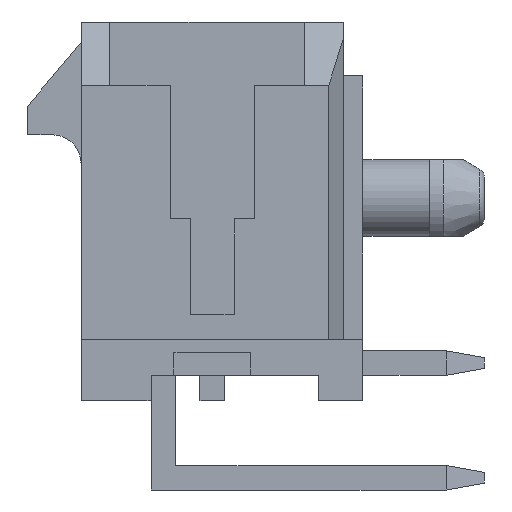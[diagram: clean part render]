
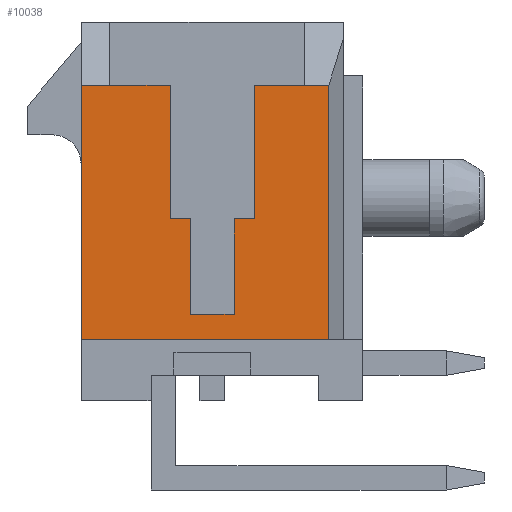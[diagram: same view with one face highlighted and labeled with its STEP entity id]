
A CAD part, left-side view. The second image highlights one B-rep face of the part: STEP entity #10038.
In plain terms, the highlighted planar face has unit normal (-1, 0, 0).
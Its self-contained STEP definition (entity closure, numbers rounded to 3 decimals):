
#439=FACE_OUTER_BOUND('',#1007,.T.);
#1007=EDGE_LOOP('',(#7984,#7985,#7986,#7987,#7988,#7989,#7990,#7991,#7992,
#7993,#7994,#7995,#7996,#7997));
#1541=LINE('',#14054,#2935);
#1545=LINE('',#14062,#2939);
#1550=LINE('',#14071,#2944);
#1552=LINE('',#14077,#2946);
#1754=LINE('',#14486,#3148);
#1759=LINE('',#14494,#3153);
#1784=LINE('',#14545,#3178);
#1788=LINE('',#14552,#3182);
#2140=LINE('',#15300,#3534);
#2144=LINE('',#15308,#3538);
#2146=LINE('',#15311,#3540);
#2153=LINE('',#15326,#3547);
#2154=LINE('',#15327,#3548);
#2155=LINE('',#15328,#3549);
#2935=VECTOR('',#11468,0.525);
#2939=VECTOR('',#11474,3.5);
#2944=VECTOR('',#11481,1.58);
#2946=VECTOR('',#11485,1.31);
#3148=VECTOR('',#11825,0.64);
#3153=VECTOR('',#11832,0.75);
#3178=VECTOR('',#11879,0.525);
#3182=VECTOR('',#11885,3.5);
#3534=VECTOR('',#12467,2.5);
#3538=VECTOR('',#12475,1.15);
#3540=VECTOR('',#12479,2.5);
#3547=VECTOR('',#12492,6.48);
#3548=VECTOR('',#12493,6.66);
#3549=VECTOR('',#12494,6.66);
#4213=VERTEX_POINT('',#14052);
#4214=VERTEX_POINT('',#14053);
#4217=VERTEX_POINT('',#14061);
#4220=VERTEX_POINT('',#14069);
#4222=VERTEX_POINT('',#14074);
#4223=VERTEX_POINT('',#14076);
#4361=VERTEX_POINT('',#14485);
#4363=VERTEX_POINT('',#14492);
#4377=VERTEX_POINT('',#14543);
#4378=VERTEX_POINT('',#14544);
#4655=VERTEX_POINT('',#15299);
#4657=VERTEX_POINT('',#15307);
#4661=VERTEX_POINT('',#15324);
#4662=VERTEX_POINT('',#15325);
#5243=EDGE_CURVE('',#4213,#4214,#1541,.T.);
#5247=EDGE_CURVE('',#4217,#4214,#1545,.T.);
#5252=EDGE_CURVE('',#4217,#4220,#1550,.T.);
#5254=EDGE_CURVE('',#4223,#4222,#1552,.T.);
#5458=EDGE_CURVE('',#4223,#4361,#1754,.T.);
#5463=EDGE_CURVE('',#4363,#4220,#1759,.T.);
#5488=EDGE_CURVE('',#4377,#4378,#1784,.T.);
#5492=EDGE_CURVE('',#4222,#4377,#1788,.T.);
#5855=EDGE_CURVE('',#4655,#4213,#2140,.T.);
#5859=EDGE_CURVE('',#4657,#4655,#2144,.T.);
#5861=EDGE_CURVE('',#4378,#4657,#2146,.T.);
#5868=EDGE_CURVE('',#4661,#4662,#2153,.T.);
#5869=EDGE_CURVE('',#4361,#4661,#2154,.T.);
#5870=EDGE_CURVE('',#4662,#4363,#2155,.T.);
#7984=ORIENTED_EDGE('',*,*,#5868,.F.);
#7985=ORIENTED_EDGE('',*,*,#5869,.F.);
#7986=ORIENTED_EDGE('',*,*,#5458,.F.);
#7987=ORIENTED_EDGE('',*,*,#5254,.T.);
#7988=ORIENTED_EDGE('',*,*,#5492,.T.);
#7989=ORIENTED_EDGE('',*,*,#5488,.T.);
#7990=ORIENTED_EDGE('',*,*,#5861,.T.);
#7991=ORIENTED_EDGE('',*,*,#5859,.T.);
#7992=ORIENTED_EDGE('',*,*,#5855,.T.);
#7993=ORIENTED_EDGE('',*,*,#5243,.T.);
#7994=ORIENTED_EDGE('',*,*,#5247,.F.);
#7995=ORIENTED_EDGE('',*,*,#5252,.T.);
#7996=ORIENTED_EDGE('',*,*,#5463,.F.);
#7997=ORIENTED_EDGE('',*,*,#5870,.F.);
#9493=PLANE('',#10629);
#10038=ADVANCED_FACE('',(#439),#9493,.F.);
#10629=AXIS2_PLACEMENT_3D('',#15323,#12490,#12491);
#11468=DIRECTION('',(0.,1.,0.));
#11474=DIRECTION('',(0.,0.,-1.));
#11481=DIRECTION('',(0.,1.,0.));
#11485=DIRECTION('',(0.,1.,0.));
#11825=DIRECTION('',(0.,-1.,0.));
#11832=DIRECTION('',(0.,-1.,0.));
#11879=DIRECTION('',(0.,1.,0.));
#11885=DIRECTION('',(0.,0.,-1.));
#12467=DIRECTION('',(0.,0.,1.));
#12475=DIRECTION('',(0.,1.,0.));
#12479=DIRECTION('',(0.,0.,-1.));
#12490=DIRECTION('center_axis',(1.,0.,0.));
#12491=DIRECTION('ref_axis',(0.,0.,-1.));
#12492=DIRECTION('',(0.,1.,0.));
#12493=DIRECTION('',(0.,0.,-1.));
#12494=DIRECTION('',(0.,0.,1.));
#14052=CARTESIAN_POINT('',(-10.825,0.575,-0.195));
#14053=CARTESIAN_POINT('',(-10.825,1.1,-0.195));
#14054=CARTESIAN_POINT('',(-10.825,0.575,-0.195));
#14061=CARTESIAN_POINT('',(-10.825,1.1,3.305));
#14062=CARTESIAN_POINT('',(-10.825,1.1,3.305));
#14069=CARTESIAN_POINT('',(-10.825,2.68,3.305));
#14071=CARTESIAN_POINT('',(-10.825,1.1,3.305));
#14074=CARTESIAN_POINT('',(-10.825,-1.1,3.305));
#14076=CARTESIAN_POINT('',(-10.825,-2.41,3.305));
#14077=CARTESIAN_POINT('',(-10.825,-2.41,3.305));
#14485=CARTESIAN_POINT('',(-10.825,-3.05,3.305));
#14486=CARTESIAN_POINT('',(-10.825,-2.41,3.305));
#14492=CARTESIAN_POINT('',(-10.825,3.43,3.305));
#14494=CARTESIAN_POINT('',(-10.825,3.43,3.305));
#14543=CARTESIAN_POINT('',(-10.825,-1.1,-0.195));
#14544=CARTESIAN_POINT('',(-10.825,-0.575,-0.195));
#14545=CARTESIAN_POINT('',(-10.825,-1.1,-0.195));
#14552=CARTESIAN_POINT('',(-10.825,-1.1,3.305));
#15299=CARTESIAN_POINT('',(-10.825,0.575,-2.695));
#15300=CARTESIAN_POINT('',(-10.825,0.575,-2.695));
#15307=CARTESIAN_POINT('',(-10.825,-0.575,-2.695));
#15308=CARTESIAN_POINT('',(-10.825,-0.575,-2.695));
#15311=CARTESIAN_POINT('',(-10.825,-0.575,-0.195));
#15323=CARTESIAN_POINT('Origin',(-10.825,0.,0.));
#15324=CARTESIAN_POINT('',(-10.825,-3.05,-3.355));
#15325=CARTESIAN_POINT('',(-10.825,3.43,-3.355));
#15326=CARTESIAN_POINT('',(-10.825,-3.05,-3.355));
#15327=CARTESIAN_POINT('',(-10.825,-3.05,3.305));
#15328=CARTESIAN_POINT('',(-10.825,3.43,-3.355));
